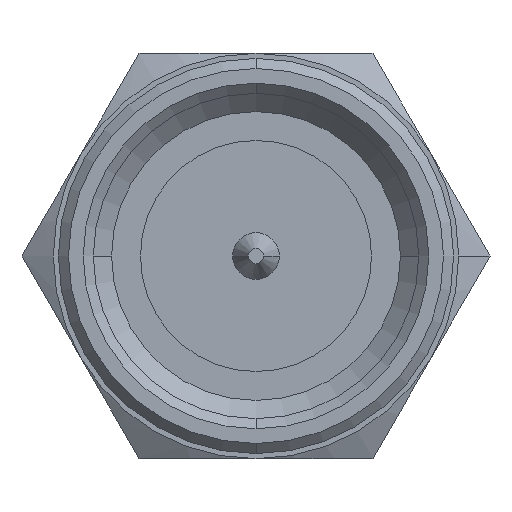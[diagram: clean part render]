
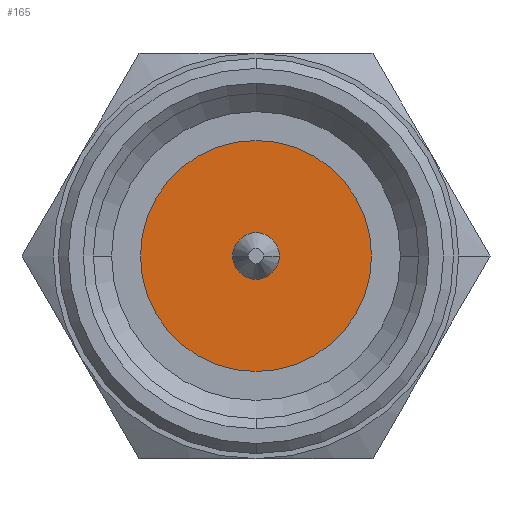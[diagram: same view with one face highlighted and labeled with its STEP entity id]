
A CAD part, left-side view. The second image highlights one B-rep face of the part: STEP entity #165.
In plain terms, the highlighted planar face has unit normal (-1, 0, 0).
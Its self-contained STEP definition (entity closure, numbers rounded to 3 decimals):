
#15 = EDGE_LOOP ( 'NONE', ( #2497, #425 ) ) ;
#21 = DIRECTION ( 'NONE',  ( -1., 0., 0. ) ) ;
#53 = VERTEX_POINT ( 'NONE', #1918 ) ;
#120 = PLANE ( 'NONE',  #2090 ) ;
#151 = ORIENTED_EDGE ( 'NONE', *, *, #343, .T. ) ;
#165 = ADVANCED_FACE ( 'NONE', ( #1548, #1145 ), #120, .T. ) ;
#169 = CIRCLE ( 'NONE', #2268, 0.46 ) ;
#199 = AXIS2_PLACEMENT_3D ( 'NONE', #1831, #581, #1398 ) ;
#279 = CARTESIAN_POINT ( 'NONE',  ( 3.15, -2.28, 0. ) ) ;
#310 = EDGE_CURVE ( 'NONE', #2310, #1967, #1141, .T. ) ;
#343 = EDGE_CURVE ( 'NONE', #1967, #2310, #674, .T. ) ;
#358 = DIRECTION ( 'NONE',  ( 0., -1., 0. ) ) ;
#414 = AXIS2_PLACEMENT_3D ( 'NONE', #2597, #733, #358 ) ;
#425 = ORIENTED_EDGE ( 'NONE', *, *, #1373, .F. ) ;
#489 = EDGE_LOOP ( 'NONE', ( #2136, #151 ) ) ;
#581 = DIRECTION ( 'NONE',  ( -1., 0., 0. ) ) ;
#667 = CARTESIAN_POINT ( 'NONE',  ( 3.15, 0., 0. ) ) ;
#674 = CIRCLE ( 'NONE', #756, 2.28 ) ;
#733 = DIRECTION ( 'NONE',  ( -1., 0., 0. ) ) ;
#756 = AXIS2_PLACEMENT_3D ( 'NONE', #2504, #2290, #1294 ) ;
#943 = DIRECTION ( 'NONE',  ( -1., 0., 0. ) ) ;
#1074 = DIRECTION ( 'NONE',  ( 0., -1., 0. ) ) ;
#1141 = CIRCLE ( 'NONE', #199, 2.28 ) ;
#1145 = FACE_OUTER_BOUND ( 'NONE', #489, .T. ) ;
#1287 = EDGE_CURVE ( 'NONE', #53, #1401, #169, .T. ) ;
#1294 = DIRECTION ( 'NONE',  ( 0., 1., 0. ) ) ;
#1349 = CARTESIAN_POINT ( 'NONE',  ( 3.15, -0.46, 0. ) ) ;
#1373 = EDGE_CURVE ( 'NONE', #1401, #53, #1706, .T. ) ;
#1383 = CARTESIAN_POINT ( 'NONE',  ( 3.15, 2.28, 0. ) ) ;
#1398 = DIRECTION ( 'NONE',  ( 0., 1., 0. ) ) ;
#1401 = VERTEX_POINT ( 'NONE', #1349 ) ;
#1548 = FACE_BOUND ( 'NONE', #15, .T. ) ;
#1706 = CIRCLE ( 'NONE', #414, 0.46 ) ;
#1766 = DIRECTION ( 'NONE',  ( 0., 0., 1. ) ) ;
#1831 = CARTESIAN_POINT ( 'NONE',  ( 3.15, 0., 0. ) ) ;
#1918 = CARTESIAN_POINT ( 'NONE',  ( 3.15, 0.46, 0. ) ) ;
#1967 = VERTEX_POINT ( 'NONE', #279 ) ;
#2090 = AXIS2_PLACEMENT_3D ( 'NONE', #2593, #943, #1766 ) ;
#2136 = ORIENTED_EDGE ( 'NONE', *, *, #310, .T. ) ;
#2268 = AXIS2_PLACEMENT_3D ( 'NONE', #667, #21, #1074 ) ;
#2290 = DIRECTION ( 'NONE',  ( -1., 0., 0. ) ) ;
#2310 = VERTEX_POINT ( 'NONE', #1383 ) ;
#2497 = ORIENTED_EDGE ( 'NONE', *, *, #1287, .F. ) ;
#2504 = CARTESIAN_POINT ( 'NONE',  ( 3.15, 0., 0. ) ) ;
#2593 = CARTESIAN_POINT ( 'NONE',  ( 3.15, 0., 0. ) ) ;
#2597 = CARTESIAN_POINT ( 'NONE',  ( 3.15, 0., 0. ) ) ;
